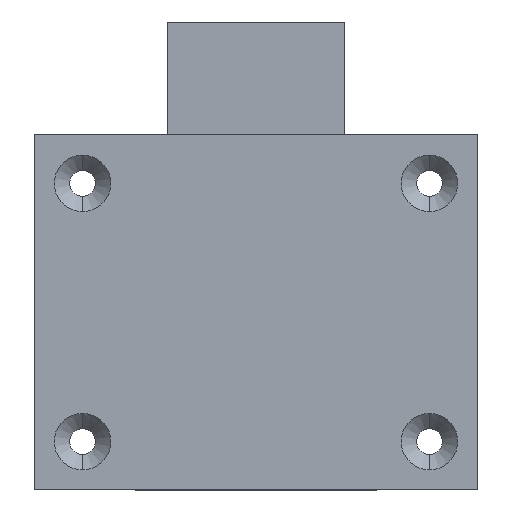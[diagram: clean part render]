
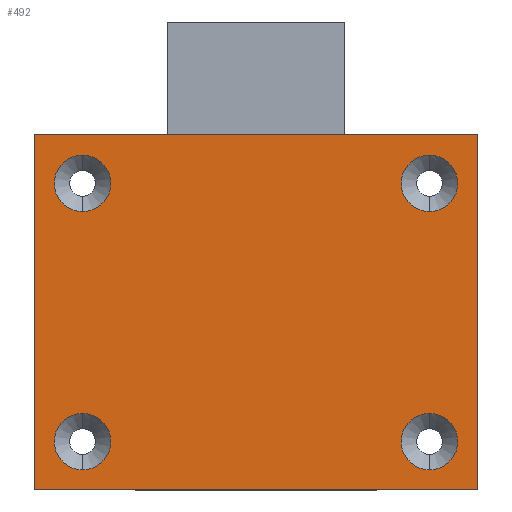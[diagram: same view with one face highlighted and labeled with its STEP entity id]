
A CAD part, left-side view. The second image highlights one B-rep face of the part: STEP entity #492.
In plain terms, the highlighted face is planar.
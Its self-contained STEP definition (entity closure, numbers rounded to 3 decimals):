
#4 = LINE ( 'NONE', #2923, #1593 ) ;
#96 = FACE_OUTER_BOUND ( 'NONE', #3830, .T. ) ;
#103 = DIRECTION ( 'NONE',  ( 0., 0., 1. ) ) ;
#143 = EDGE_CURVE ( 'NONE', #1592, #3782, #287, .T. ) ;
#147 = DIRECTION ( 'NONE',  ( 1., 0., 0. ) ) ;
#154 = DIRECTION ( 'NONE',  ( 0., 0., 1. ) ) ;
#213 = AXIS2_PLACEMENT_3D ( 'NONE', #1073, #2853, #1341 ) ;
#267 = EDGE_CURVE ( 'NONE', #2223, #3595, #1121, .T. ) ;
#270 = DIRECTION ( 'NONE',  ( 1., 0., 0. ) ) ;
#272 = AXIS2_PLACEMENT_3D ( 'NONE', #1381, #3496, #147 ) ;
#287 = CIRCLE ( 'NONE', #433, 3.5 ) ;
#299 = VECTOR ( 'NONE', #1046, 1000. ) ;
#319 = VERTEX_POINT ( 'NONE', #557 ) ;
#382 = LINE ( 'NONE', #2514, #299 ) ;
#415 = CARTESIAN_POINT ( 'NONE',  ( 19.5, 21.5, -6. ) ) ;
#433 = AXIS2_PLACEMENT_3D ( 'NONE', #1766, #2354, #566 ) ;
#492 = ADVANCED_FACE ( 'NONE', ( #96, #642, #1153, #3609, #3647 ), #1213, .F. ) ;
#505 = VERTEX_POINT ( 'NONE', #3307 ) ;
#557 = CARTESIAN_POINT ( 'NONE',  ( -22., 27.5, -6. ) ) ;
#566 = DIRECTION ( 'NONE',  ( 1., 0., 0. ) ) ;
#569 = VERTEX_POINT ( 'NONE', #2093 ) ;
#575 = EDGE_CURVE ( 'NONE', #569, #2433, #1048, .T. ) ;
#608 = AXIS2_PLACEMENT_3D ( 'NONE', #2936, #1131, #2642 ) ;
#611 = DIRECTION ( 'NONE',  ( 0., 0., 1. ) ) ;
#621 = CIRCLE ( 'NONE', #608, 3.5 ) ;
#640 = CIRCLE ( 'NONE', #1716, 3.5 ) ;
#642 = FACE_BOUND ( 'NONE', #3671, .T. ) ;
#773 = CIRCLE ( 'NONE', #2850, 3.5 ) ;
#791 = ORIENTED_EDGE ( 'NONE', *, *, #919, .T. ) ;
#852 = CARTESIAN_POINT ( 'NONE',  ( -19.5, -21.5, -6. ) ) ;
#919 = EDGE_CURVE ( 'NONE', #2433, #569, #640, .T. ) ;
#967 = AXIS2_PLACEMENT_3D ( 'NONE', #1380, #3495, #1673 ) ;
#977 = EDGE_CURVE ( 'NONE', #2351, #2332, #773, .T. ) ;
#979 = EDGE_CURVE ( 'NONE', #3595, #319, #1480, .T. ) ;
#1008 = CARTESIAN_POINT ( 'NONE',  ( 12.5, -21.5, -6. ) ) ;
#1046 = DIRECTION ( 'NONE',  ( 1., 0., 0. ) ) ;
#1048 = CIRCLE ( 'NONE', #2385, 3.5 ) ;
#1050 = CARTESIAN_POINT ( 'NONE',  ( -22., 27.5, -6. ) ) ;
#1073 = CARTESIAN_POINT ( 'NONE',  ( -16., 21.5, -6. ) ) ;
#1094 = CARTESIAN_POINT ( 'NONE',  ( -16., 21.5, -6. ) ) ;
#1121 = LINE ( 'NONE', #2946, #3194 ) ;
#1131 = DIRECTION ( 'NONE',  ( 0., 0., 1. ) ) ;
#1153 = FACE_BOUND ( 'NONE', #3549, .T. ) ;
#1201 = VECTOR ( 'NONE', #3203, 1000. ) ;
#1213 = PLANE ( 'NONE',  #2777 ) ;
#1230 = CIRCLE ( 'NONE', #272, 3.5 ) ;
#1309 = CARTESIAN_POINT ( 'NONE',  ( -16., -21.5, -6. ) ) ;
#1316 = ORIENTED_EDGE ( 'NONE', *, *, #3640, .T. ) ;
#1341 = DIRECTION ( 'NONE',  ( 1., 0., 0. ) ) ;
#1358 = CARTESIAN_POINT ( 'NONE',  ( 19.5, -21.5, -6. ) ) ;
#1380 = CARTESIAN_POINT ( 'NONE',  ( 16., 21.5, -6. ) ) ;
#1381 = CARTESIAN_POINT ( 'NONE',  ( 16., -21.5, -6. ) ) ;
#1401 = DIRECTION ( 'NONE',  ( 1., 0., 0. ) ) ;
#1453 = ORIENTED_EDGE ( 'NONE', *, *, #143, .T. ) ;
#1471 = EDGE_CURVE ( 'NONE', #505, #2223, #382, .T. ) ;
#1480 = LINE ( 'NONE', #1050, #1201 ) ;
#1592 = VERTEX_POINT ( 'NONE', #415 ) ;
#1593 = VECTOR ( 'NONE', #3247, 1000. ) ;
#1613 = DIRECTION ( 'NONE',  ( 1., 0., 0. ) ) ;
#1665 = ORIENTED_EDGE ( 'NONE', *, *, #2421, .T. ) ;
#1673 = DIRECTION ( 'NONE',  ( 1., 0., 0. ) ) ;
#1684 = ORIENTED_EDGE ( 'NONE', *, *, #977, .T. ) ;
#1694 = ORIENTED_EDGE ( 'NONE', *, *, #1471, .F. ) ;
#1716 = AXIS2_PLACEMENT_3D ( 'NONE', #1309, #2519, #1613 ) ;
#1766 = CARTESIAN_POINT ( 'NONE',  ( 16., 21.5, -6. ) ) ;
#2023 = ORIENTED_EDGE ( 'NONE', *, *, #2140, .F. ) ;
#2093 = CARTESIAN_POINT ( 'NONE',  ( -12.5, -21.5, -6. ) ) ;
#2123 = CARTESIAN_POINT ( 'NONE',  ( 0., 0., -6. ) ) ;
#2140 = EDGE_CURVE ( 'NONE', #319, #505, #4, .T. ) ;
#2223 = VERTEX_POINT ( 'NONE', #3005 ) ;
#2332 = VERTEX_POINT ( 'NONE', #3784 ) ;
#2334 = CIRCLE ( 'NONE', #213, 3.5 ) ;
#2351 = VERTEX_POINT ( 'NONE', #2559 ) ;
#2354 = DIRECTION ( 'NONE',  ( 0., 0., 1. ) ) ;
#2385 = AXIS2_PLACEMENT_3D ( 'NONE', #2396, #611, #3593 ) ;
#2396 = CARTESIAN_POINT ( 'NONE',  ( -16., -21.5, -6. ) ) ;
#2421 = EDGE_CURVE ( 'NONE', #3624, #3175, #1230, .T. ) ;
#2433 = VERTEX_POINT ( 'NONE', #852 ) ;
#2514 = CARTESIAN_POINT ( 'NONE',  ( -22., -27.5, -6. ) ) ;
#2517 = CIRCLE ( 'NONE', #967, 3.5 ) ;
#2519 = DIRECTION ( 'NONE',  ( 0., 0., 1. ) ) ;
#2527 = ORIENTED_EDGE ( 'NONE', *, *, #267, .F. ) ;
#2559 = CARTESIAN_POINT ( 'NONE',  ( -19.5, 21.5, -6. ) ) ;
#2642 = DIRECTION ( 'NONE',  ( 1., 0., 0. ) ) ;
#2777 = AXIS2_PLACEMENT_3D ( 'NONE', #2123, #103, #270 ) ;
#2828 = ORIENTED_EDGE ( 'NONE', *, *, #3058, .T. ) ;
#2850 = AXIS2_PLACEMENT_3D ( 'NONE', #1094, #154, #1401 ) ;
#2853 = DIRECTION ( 'NONE',  ( 0., 0., 1. ) ) ;
#2923 = CARTESIAN_POINT ( 'NONE',  ( -22., 27.5, -6. ) ) ;
#2927 = ORIENTED_EDGE ( 'NONE', *, *, #575, .T. ) ;
#2936 = CARTESIAN_POINT ( 'NONE',  ( 16., -21.5, -6. ) ) ;
#2946 = CARTESIAN_POINT ( 'NONE',  ( 22., 27.5, -6. ) ) ;
#2957 = EDGE_CURVE ( 'NONE', #3782, #1592, #2517, .T. ) ;
#2963 = DIRECTION ( 'NONE',  ( 0., 1., 0. ) ) ;
#3005 = CARTESIAN_POINT ( 'NONE',  ( 22., -27.5, -6. ) ) ;
#3024 = EDGE_LOOP ( 'NONE', ( #2828, #1665 ) ) ;
#3058 = EDGE_CURVE ( 'NONE', #3175, #3624, #621, .T. ) ;
#3101 = ORIENTED_EDGE ( 'NONE', *, *, #2957, .T. ) ;
#3175 = VERTEX_POINT ( 'NONE', #1008 ) ;
#3194 = VECTOR ( 'NONE', #2963, 1000. ) ;
#3203 = DIRECTION ( 'NONE',  ( -1., 0., 0. ) ) ;
#3247 = DIRECTION ( 'NONE',  ( 0., -1., 0. ) ) ;
#3283 = CARTESIAN_POINT ( 'NONE',  ( 12.5, 21.5, -6. ) ) ;
#3307 = CARTESIAN_POINT ( 'NONE',  ( -22., -27.5, -6. ) ) ;
#3495 = DIRECTION ( 'NONE',  ( 0., 0., 1. ) ) ;
#3496 = DIRECTION ( 'NONE',  ( 0., 0., 1. ) ) ;
#3549 = EDGE_LOOP ( 'NONE', ( #1684, #1316 ) ) ;
#3580 = EDGE_LOOP ( 'NONE', ( #791, #2927 ) ) ;
#3593 = DIRECTION ( 'NONE',  ( 1., 0., 0. ) ) ;
#3595 = VERTEX_POINT ( 'NONE', #3797 ) ;
#3609 = FACE_BOUND ( 'NONE', #3580, .T. ) ;
#3624 = VERTEX_POINT ( 'NONE', #1358 ) ;
#3640 = EDGE_CURVE ( 'NONE', #2332, #2351, #2334, .T. ) ;
#3642 = ORIENTED_EDGE ( 'NONE', *, *, #979, .F. ) ;
#3647 = FACE_BOUND ( 'NONE', #3024, .T. ) ;
#3671 = EDGE_LOOP ( 'NONE', ( #3101, #1453 ) ) ;
#3782 = VERTEX_POINT ( 'NONE', #3283 ) ;
#3784 = CARTESIAN_POINT ( 'NONE',  ( -12.5, 21.5, -6. ) ) ;
#3797 = CARTESIAN_POINT ( 'NONE',  ( 22., 27.5, -6. ) ) ;
#3830 = EDGE_LOOP ( 'NONE', ( #2023, #3642, #2527, #1694 ) ) ;
